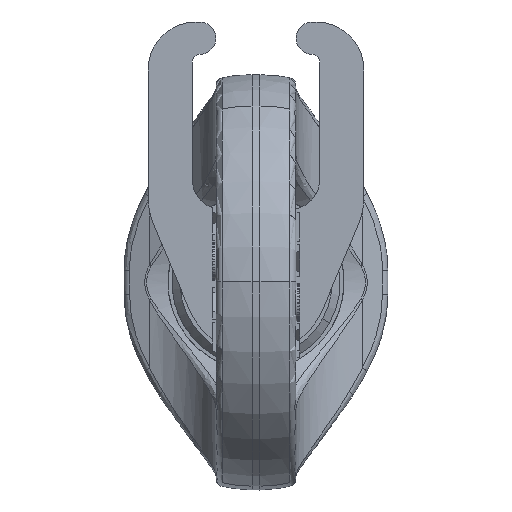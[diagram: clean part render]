
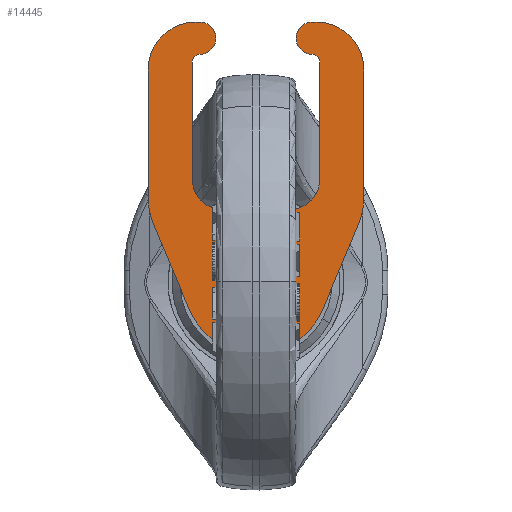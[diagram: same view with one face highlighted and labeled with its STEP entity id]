
A CAD part, top view. The second image highlights one B-rep face of the part: STEP entity #14445.
In plain terms, the highlighted planar face has unit normal (0, 0, 1).
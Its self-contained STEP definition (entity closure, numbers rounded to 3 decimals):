
#13957=CARTESIAN_POINT('Vertex',(13.5,10.712,-4.5)) ;
#13964=CARTESIAN_POINT('Vertex',(13.5,26.531,-4.5)) ;
#13967=CARTESIAN_POINT('Line Origine',(13.5,18.622,-4.5)) ;
#13988=CARTESIAN_POINT('Vertex',(12.798,7.226,-4.5)) ;
#13991=CARTESIAN_POINT('Axis2P3D Location',(4.5,10.712,-4.5)) ;
#14008=CARTESIAN_POINT('Line Origine',(10.548,1.87,-4.5)) ;
#14012=CARTESIAN_POINT('Vertex',(8.298,-3.486,-4.5)) ;
#14036=CARTESIAN_POINT('Vertex',(-8.298,-3.486,-4.5)) ;
#14039=CARTESIAN_POINT('Axis2P3D Location',(0.,0.,-4.5)) ;
#14060=CARTESIAN_POINT('Vertex',(-12.798,7.226,-4.5)) ;
#14063=CARTESIAN_POINT('Line Origine',(-10.548,1.87,-4.5)) ;
#14084=CARTESIAN_POINT('Vertex',(-13.5,10.712,-4.5)) ;
#14087=CARTESIAN_POINT('Axis2P3D Location',(-4.5,10.712,-4.5)) ;
#14108=CARTESIAN_POINT('Vertex',(-13.5,26.531,-4.5)) ;
#14111=CARTESIAN_POINT('Line Origine',(-13.5,18.622,-4.5)) ;
#14132=CARTESIAN_POINT('Vertex',(-7.5,32.531,-4.5)) ;
#14135=CARTESIAN_POINT('Axis2P3D Location',(-7.5,26.531,-4.5)) ;
#14151=CARTESIAN_POINT('Vertex',(-6.75,32.484,-4.5)) ;
#14154=CARTESIAN_POINT('Axis2P3D Location',(-7.5,26.531,-4.5)) ;
#14175=CARTESIAN_POINT('Vertex',(-7.,28.5,-4.5)) ;
#14178=CARTESIAN_POINT('Axis2P3D Location',(-7.,30.5,-4.5)) ;
#14195=CARTESIAN_POINT('Axis2P3D Location',(-7.,27.5,-4.5)) ;
#14199=CARTESIAN_POINT('Vertex',(-8.,27.5,-4.5)) ;
#14223=CARTESIAN_POINT('Vertex',(-8.,13.,-4.5)) ;
#14226=CARTESIAN_POINT('Line Origine',(-8.,20.25,-4.5)) ;
#14243=CARTESIAN_POINT('Axis2P3D Location',(-4.,13.,-4.5)) ;
#14247=CARTESIAN_POINT('Vertex',(-4.,9.,-4.5)) ;
#14271=CARTESIAN_POINT('Vertex',(4.,9.,-4.5)) ;
#14274=CARTESIAN_POINT('Line Origine',(0.,9.,-4.5)) ;
#14291=CARTESIAN_POINT('Axis2P3D Location',(4.,13.,-4.5)) ;
#14295=CARTESIAN_POINT('Vertex',(8.,13.,-4.5)) ;
#14319=CARTESIAN_POINT('Vertex',(8.,27.5,-4.5)) ;
#14322=CARTESIAN_POINT('Line Origine',(8.,20.25,-4.5)) ;
#14339=CARTESIAN_POINT('Axis2P3D Location',(7.,27.5,-4.5)) ;
#14343=CARTESIAN_POINT('Vertex',(7.,28.5,-4.5)) ;
#14367=CARTESIAN_POINT('Vertex',(6.75,32.484,-4.5)) ;
#14370=CARTESIAN_POINT('Axis2P3D Location',(7.,30.5,-4.5)) ;
#14391=CARTESIAN_POINT('Vertex',(7.5,32.531,-4.5)) ;
#14394=CARTESIAN_POINT('Axis2P3D Location',(7.5,26.531,-4.5)) ;
#14406=CARTESIAN_POINT('Axis2P3D Location',(7.5,26.531,-4.5)) ;
#14418=CARTESIAN_POINT('Axis2P3D Location',(0.,0.,-4.5)) ;
#13968=DIRECTION('Vector Direction',(0.,1.,0.)) ;
#13992=DIRECTION('Axis2P3D Direction',(0.,0.,1.)) ;
#14009=DIRECTION('Vector Direction',(-0.387,-0.922,0.)) ;
#14040=DIRECTION('Axis2P3D Direction',(0.,0.,1.)) ;
#14064=DIRECTION('Vector Direction',(0.387,-0.922,0.)) ;
#14088=DIRECTION('Axis2P3D Direction',(0.,0.,1.)) ;
#14112=DIRECTION('Vector Direction',(0.,-1.,0.)) ;
#14136=DIRECTION('Axis2P3D Direction',(0.,0.,1.)) ;
#14155=DIRECTION('Axis2P3D Direction',(0.,0.,1.)) ;
#14179=DIRECTION('Axis2P3D Direction',(0.,0.,1.)) ;
#14196=DIRECTION('Axis2P3D Direction',(0.,0.,1.)) ;
#14227=DIRECTION('Vector Direction',(0.,1.,0.)) ;
#14244=DIRECTION('Axis2P3D Direction',(0.,0.,1.)) ;
#14275=DIRECTION('Vector Direction',(-1.,0.,0.)) ;
#14292=DIRECTION('Axis2P3D Direction',(0.,0.,1.)) ;
#14323=DIRECTION('Vector Direction',(0.,-1.,0.)) ;
#14340=DIRECTION('Axis2P3D Direction',(0.,0.,1.)) ;
#14371=DIRECTION('Axis2P3D Direction',(0.,0.,1.)) ;
#14395=DIRECTION('Axis2P3D Direction',(0.,0.,1.)) ;
#14407=DIRECTION('Axis2P3D Direction',(0.,0.,1.)) ;
#14419=DIRECTION('Axis2P3D Direction',(0.,0.,1.)) ;
#14420=DIRECTION('Axis2P3D XDirection',(0.,1.,0.)) ;
#13993=AXIS2_PLACEMENT_3D('Circle Axis2P3D',#13991,#13992,$) ;
#14041=AXIS2_PLACEMENT_3D('Circle Axis2P3D',#14039,#14040,$) ;
#14089=AXIS2_PLACEMENT_3D('Circle Axis2P3D',#14087,#14088,$) ;
#14137=AXIS2_PLACEMENT_3D('Circle Axis2P3D',#14135,#14136,$) ;
#14156=AXIS2_PLACEMENT_3D('Circle Axis2P3D',#14154,#14155,$) ;
#14180=AXIS2_PLACEMENT_3D('Circle Axis2P3D',#14178,#14179,$) ;
#14197=AXIS2_PLACEMENT_3D('Circle Axis2P3D',#14195,#14196,$) ;
#14245=AXIS2_PLACEMENT_3D('Circle Axis2P3D',#14243,#14244,$) ;
#14293=AXIS2_PLACEMENT_3D('Circle Axis2P3D',#14291,#14292,$) ;
#14341=AXIS2_PLACEMENT_3D('Circle Axis2P3D',#14339,#14340,$) ;
#14372=AXIS2_PLACEMENT_3D('Circle Axis2P3D',#14370,#14371,$) ;
#14396=AXIS2_PLACEMENT_3D('Circle Axis2P3D',#14394,#14395,$) ;
#14408=AXIS2_PLACEMENT_3D('Circle Axis2P3D',#14406,#14407,$) ;
#14421=AXIS2_PLACEMENT_3D('Plane Axis2P3D',#14418,#14419,#14420) ;
#14424=ORIENTED_EDGE('',*,*,#13971,.T.) ;
#14425=ORIENTED_EDGE('',*,*,#14410,.T.) ;
#14426=ORIENTED_EDGE('',*,*,#14398,.T.) ;
#14427=ORIENTED_EDGE('',*,*,#14374,.T.) ;
#14428=ORIENTED_EDGE('',*,*,#14345,.F.) ;
#14429=ORIENTED_EDGE('',*,*,#14326,.T.) ;
#14430=ORIENTED_EDGE('',*,*,#14297,.F.) ;
#14431=ORIENTED_EDGE('',*,*,#14278,.T.) ;
#14432=ORIENTED_EDGE('',*,*,#14249,.F.) ;
#14433=ORIENTED_EDGE('',*,*,#14230,.T.) ;
#14434=ORIENTED_EDGE('',*,*,#14201,.F.) ;
#14435=ORIENTED_EDGE('',*,*,#14182,.T.) ;
#14436=ORIENTED_EDGE('',*,*,#14158,.T.) ;
#14437=ORIENTED_EDGE('',*,*,#14139,.T.) ;
#14438=ORIENTED_EDGE('',*,*,#14115,.T.) ;
#14439=ORIENTED_EDGE('',*,*,#14091,.T.) ;
#14440=ORIENTED_EDGE('',*,*,#14067,.T.) ;
#14441=ORIENTED_EDGE('',*,*,#14043,.T.) ;
#14442=ORIENTED_EDGE('',*,*,#14014,.F.) ;
#14443=ORIENTED_EDGE('',*,*,#13995,.T.) ;
#13969=VECTOR('Line Direction',#13968,1.) ;
#14010=VECTOR('Line Direction',#14009,1.) ;
#14065=VECTOR('Line Direction',#14064,1.) ;
#14113=VECTOR('Line Direction',#14112,1.) ;
#14228=VECTOR('Line Direction',#14227,1.) ;
#14276=VECTOR('Line Direction',#14275,1.) ;
#14324=VECTOR('Line Direction',#14323,1.) ;
#14445=ADVANCED_FACE('\X2\52A05DE55716\X0\(\X2\4FEE653993105EA6\X0\)',(#14444),#14422,.T.) ;
#13994=CIRCLE('generated circle',#13993,9.) ;
#14042=CIRCLE('generated circle',#14041,9.) ;
#14090=CIRCLE('generated circle',#14089,9.) ;
#14138=CIRCLE('generated circle',#14137,6.) ;
#14157=CIRCLE('generated circle',#14156,6.) ;
#14181=CIRCLE('generated circle',#14180,2.) ;
#14198=CIRCLE('generated circle',#14197,1.) ;
#14246=CIRCLE('generated circle',#14245,4.) ;
#14294=CIRCLE('generated circle',#14293,4.) ;
#14342=CIRCLE('generated circle',#14341,1.) ;
#14373=CIRCLE('generated circle',#14372,2.) ;
#14397=CIRCLE('generated circle',#14396,6.) ;
#14409=CIRCLE('generated circle',#14408,6.) ;
#13971=EDGE_CURVE('',#13958,#13965,#13970,.T.) ;
#13995=EDGE_CURVE('',#13989,#13958,#13994,.T.) ;
#14014=EDGE_CURVE('',#13989,#14013,#14011,.T.) ;
#14043=EDGE_CURVE('',#14037,#14013,#14042,.T.) ;
#14067=EDGE_CURVE('',#14061,#14037,#14066,.T.) ;
#14091=EDGE_CURVE('',#14085,#14061,#14090,.T.) ;
#14115=EDGE_CURVE('',#14109,#14085,#14114,.T.) ;
#14139=EDGE_CURVE('',#14133,#14109,#14138,.T.) ;
#14158=EDGE_CURVE('',#14152,#14133,#14157,.T.) ;
#14182=EDGE_CURVE('',#14176,#14152,#14181,.T.) ;
#14201=EDGE_CURVE('',#14176,#14200,#14198,.T.) ;
#14230=EDGE_CURVE('',#14224,#14200,#14229,.T.) ;
#14249=EDGE_CURVE('',#14224,#14248,#14246,.T.) ;
#14278=EDGE_CURVE('',#14272,#14248,#14277,.T.) ;
#14297=EDGE_CURVE('',#14272,#14296,#14294,.T.) ;
#14326=EDGE_CURVE('',#14320,#14296,#14325,.T.) ;
#14345=EDGE_CURVE('',#14320,#14344,#14342,.T.) ;
#14374=EDGE_CURVE('',#14368,#14344,#14373,.T.) ;
#14398=EDGE_CURVE('',#14392,#14368,#14397,.T.) ;
#14410=EDGE_CURVE('',#13965,#14392,#14409,.T.) ;
#14423=EDGE_LOOP('',(#14424,#14425,#14426,#14427,#14428,#14429,#14430,#14431,#14432,#14433,#14434,#14435,#14436,#14437,#14438,#14439,#14440,#14441,#14442,#14443)) ;
#14444=FACE_OUTER_BOUND('',#14423,.T.) ;
#13970=LINE('Line',#13967,#13969) ;
#14011=LINE('Line',#14008,#14010) ;
#14066=LINE('Line',#14063,#14065) ;
#14114=LINE('Line',#14111,#14113) ;
#14229=LINE('Line',#14226,#14228) ;
#14277=LINE('Line',#14274,#14276) ;
#14325=LINE('Line',#14322,#14324) ;
#14422=PLANE('',#14421) ;
#13958=VERTEX_POINT('',#13957) ;
#13965=VERTEX_POINT('',#13964) ;
#13989=VERTEX_POINT('',#13988) ;
#14013=VERTEX_POINT('',#14012) ;
#14037=VERTEX_POINT('',#14036) ;
#14061=VERTEX_POINT('',#14060) ;
#14085=VERTEX_POINT('',#14084) ;
#14109=VERTEX_POINT('',#14108) ;
#14133=VERTEX_POINT('',#14132) ;
#14152=VERTEX_POINT('',#14151) ;
#14176=VERTEX_POINT('',#14175) ;
#14200=VERTEX_POINT('',#14199) ;
#14224=VERTEX_POINT('',#14223) ;
#14248=VERTEX_POINT('',#14247) ;
#14272=VERTEX_POINT('',#14271) ;
#14296=VERTEX_POINT('',#14295) ;
#14320=VERTEX_POINT('',#14319) ;
#14344=VERTEX_POINT('',#14343) ;
#14368=VERTEX_POINT('',#14367) ;
#14392=VERTEX_POINT('',#14391) ;
